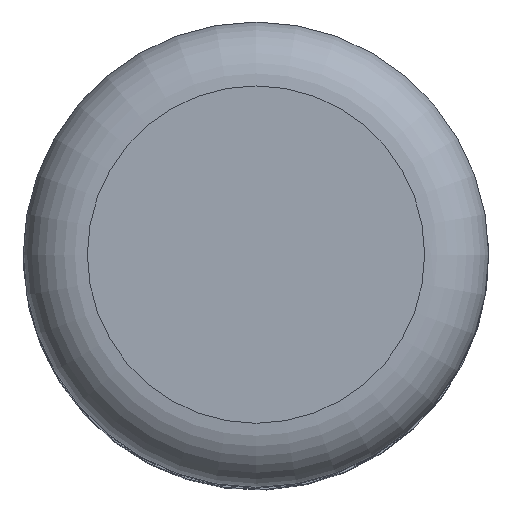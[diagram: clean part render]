
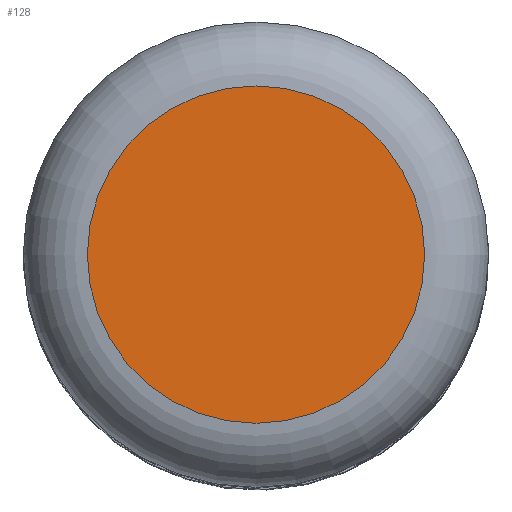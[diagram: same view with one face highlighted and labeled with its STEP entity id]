
A CAD part, top view. The second image highlights one B-rep face of the part: STEP entity #128.
In plain terms, the highlighted planar face has unit normal (0, 0, 1).
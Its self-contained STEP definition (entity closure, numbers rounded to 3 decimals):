
#109=PLANE('',#295);
#118=FACE_OUTER_BOUND('',#180,.T.);
#128=ADVANCED_FACE('',(#118),#109,.T.);
#180=EDGE_LOOP('',(#212));
#212=ORIENTED_EDGE('',*,*,#256,.T.);
#240=VERTEX_POINT('',#408);
#256=EDGE_CURVE('',#240,#240,#272,.T.);
#272=CIRCLE('',#294,3.688);
#294=AXIS2_PLACEMENT_3D('',#407,#341,#342);
#295=AXIS2_PLACEMENT_3D('',#409,#343,#344);
#341=DIRECTION('',(0.,0.,1.));
#342=DIRECTION('',(1.,0.,0.));
#343=DIRECTION('',(0.,0.,1.));
#344=DIRECTION('',(1.,0.,0.));
#407=CARTESIAN_POINT('',(0.,0.,34.225));
#408=CARTESIAN_POINT('',(3.688,0.,34.225));
#409=CARTESIAN_POINT('',(0.,0.,34.225));
